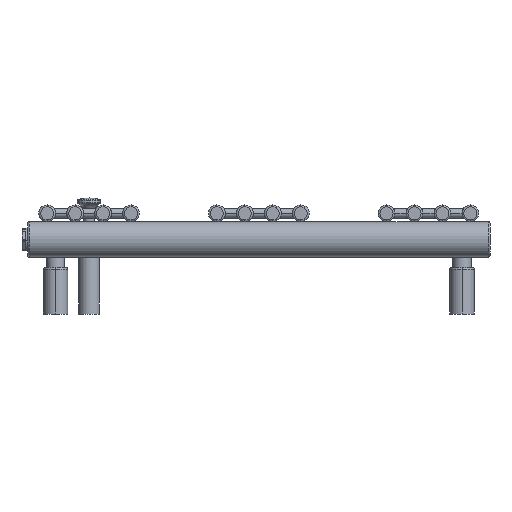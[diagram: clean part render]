
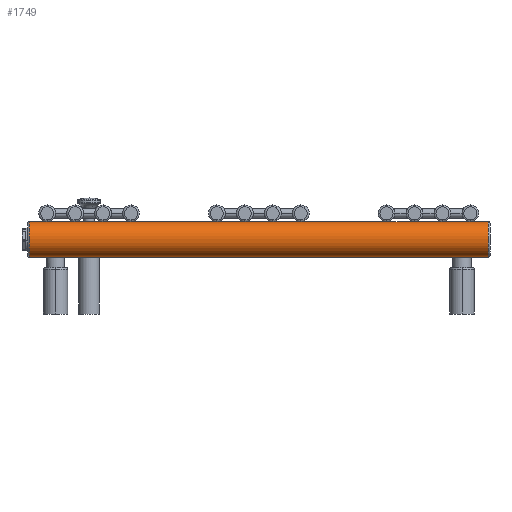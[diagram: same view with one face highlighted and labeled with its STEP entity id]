
A CAD part, left-side view. The second image highlights one B-rep face of the part: STEP entity #1749.
In plain terms, the highlighted cylindrical face has radius 19 mm (diameter 38 mm), a partial arc.
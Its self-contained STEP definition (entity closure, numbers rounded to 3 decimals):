
#1514=CARTESIAN_POINT('',(19.,494.,0.));
#1515=DIRECTION('',(0.,1.,0.));
#1516=DIRECTION('',(0.,0.,-1.));
#1517=AXIS2_PLACEMENT_3D('',#1514,#1515,#1516);
#1522=CARTESIAN_POINT('',(19.,2.,0.));
#1523=DIRECTION('',(0.,-1.,0.));
#1524=DIRECTION('',(0.,0.,1.));
#1525=AXIS2_PLACEMENT_3D('',#1522,#1523,#1524);
#1530=DIRECTION('',(0.,1.,0.));
#1531=VECTOR('',#1530,492.);
#1532=CARTESIAN_POINT('',(19.,2.,-19.));
#1533=LINE('',#1532,#1531);
#1585=DIRECTION('',(0.,1.,0.));
#1586=VECTOR('',#1585,492.);
#1587=CARTESIAN_POINT('',(19.,2.,19.));
#1588=LINE('',#1587,#1586);
#1650=CARTESIAN_POINT('',(19.,494.,-19.));
#1651=CARTESIAN_POINT('',(19.,494.,19.));
#1652=VERTEX_POINT('',#1650);
#1653=VERTEX_POINT('',#1651);
#1658=CARTESIAN_POINT('',(19.,2.,-19.));
#1659=CARTESIAN_POINT('',(19.,2.,19.));
#1660=VERTEX_POINT('',#1658);
#1661=VERTEX_POINT('',#1659);
#1735=CARTESIAN_POINT('',(19.,0.,0.));
#1736=DIRECTION('',(0.,1.,0.));
#1737=DIRECTION('',(0.,0.,1.));
#1738=AXIS2_PLACEMENT_3D('',#1735,#1736,#1737);
#1739=CYLINDRICAL_SURFACE('',#1738,19.);
#1741=ORIENTED_EDGE('',*,*,#1740,.T.);
#1743=ORIENTED_EDGE('',*,*,#1742,.F.);
#1744=ORIENTED_EDGE('',*,*,#1729,.T.);
#1746=ORIENTED_EDGE('',*,*,#1745,.T.);
#1747=EDGE_LOOP('',(#1741,#1743,#1744,#1746));
#1748=FACE_OUTER_BOUND('',#1747,.F.);
#1518=CIRCLE('',#1517,19.);
#1526=CIRCLE('',#1525,19.);
#1729=EDGE_CURVE('',#1661,#1660,#1526,.T.);
#1740=EDGE_CURVE('',#1652,#1653,#1518,.T.);
#1742=EDGE_CURVE('',#1661,#1653,#1588,.T.);
#1745=EDGE_CURVE('',#1660,#1652,#1533,.T.);
#1749=ADVANCED_FACE('',(#1748),#1739,.T.);
